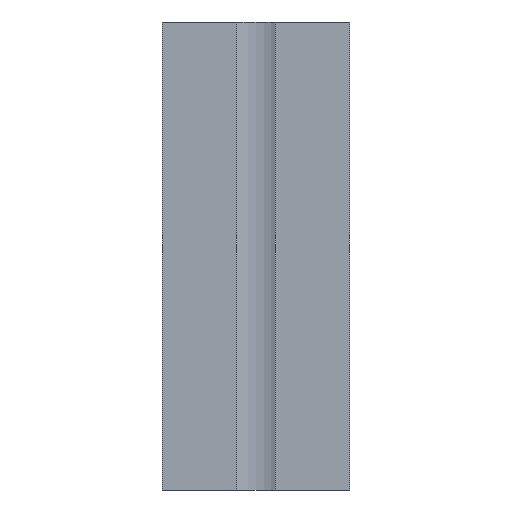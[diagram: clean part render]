
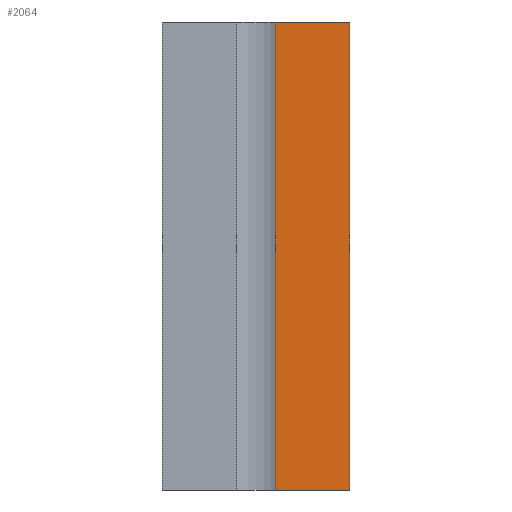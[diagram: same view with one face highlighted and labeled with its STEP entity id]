
A CAD part, front view. The second image highlights one B-rep face of the part: STEP entity #2064.
In plain terms, the highlighted planar face has unit normal (0, -1, 0).
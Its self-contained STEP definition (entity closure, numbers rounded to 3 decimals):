
#2008=CARTESIAN_POINT('',(29.454,-11.141,100.0));
#2009=VERTEX_POINT('',#2008);
#2016=CARTESIAN_POINT('',(29.454,-11.141,0.0));
#2017=VERTEX_POINT('',#2016);
#2018=CARTESIAN_POINT('',(29.454,-11.141,0.0));
#2019=DIRECTION('',(0.0,0.0,1.0));
#2020=VECTOR('',#2019,100.0);
#2021=LINE('',#2018,#2020);
#2022=EDGE_CURVE('',#2017,#2009,#2021,.T.);
#2034=CARTESIAN_POINT('',(29.454,-11.141,0.0));
#2035=DIRECTION('',(0.0,-1.0,0.0));
#2036=DIRECTION('',(0.0,0.0,-1.0));
#2037=AXIS2_PLACEMENT_3D('',#2034,#2035,#2036);
#2038=PLANE('',#2037);
#2039=CARTESIAN_POINT('',(13.604,-11.141,100.0));
#2040=VERTEX_POINT('',#2039);
#2041=CARTESIAN_POINT('',(29.454,-11.141,100.0));
#2042=DIRECTION('',(-1.0,0.0,0.0));
#2043=VECTOR('',#2042,15.85);
#2044=LINE('',#2041,#2043);
#2045=EDGE_CURVE('',#2009,#2040,#2044,.T.);
#2046=ORIENTED_EDGE('',*,*,#2045,.T.);
#2047=CARTESIAN_POINT('',(13.604,-11.141,0.0));
#2048=VERTEX_POINT('',#2047);
#2049=CARTESIAN_POINT('',(13.604,-11.141,0.0));
#2050=DIRECTION('',(0.0,0.0,1.0));
#2051=VECTOR('',#2050,100.0);
#2052=LINE('',#2049,#2051);
#2053=EDGE_CURVE('',#2048,#2040,#2052,.T.);
#2054=ORIENTED_EDGE('',*,*,#2053,.F.);
#2055=CARTESIAN_POINT('',(29.454,-11.141,0.0));
#2056=DIRECTION('',(-1.0,0.0,0.0));
#2057=VECTOR('',#2056,15.85);
#2058=LINE('',#2055,#2057);
#2059=EDGE_CURVE('',#2017,#2048,#2058,.T.);
#2060=ORIENTED_EDGE('',*,*,#2059,.F.);
#2061=ORIENTED_EDGE('',*,*,#2022,.T.);
#2062=EDGE_LOOP('',(#2046,#2054,#2060,#2061));
#2063=FACE_OUTER_BOUND('',#2062,.T.);
#2064=ADVANCED_FACE('',(#2063),#2038,.T.);
